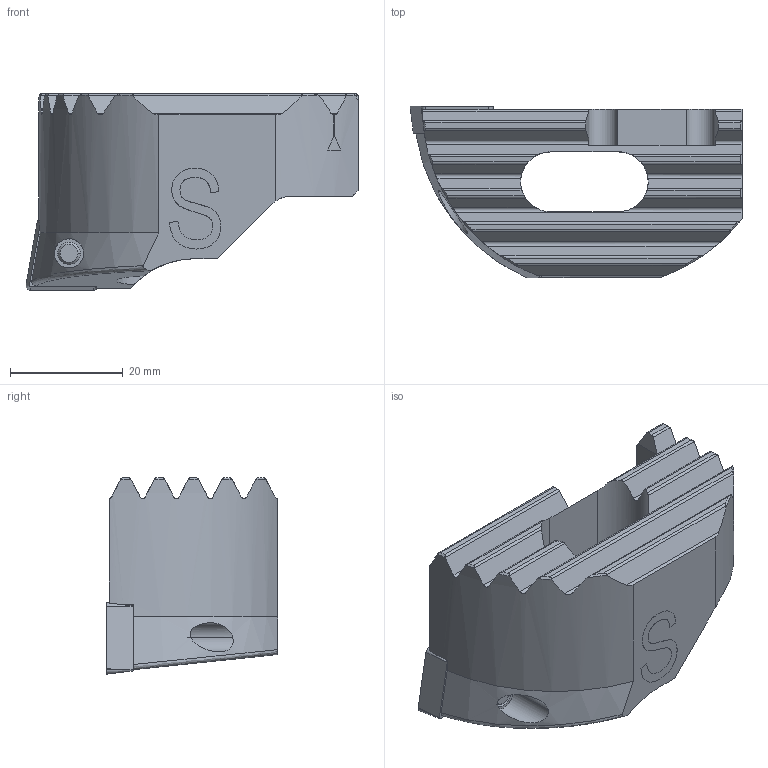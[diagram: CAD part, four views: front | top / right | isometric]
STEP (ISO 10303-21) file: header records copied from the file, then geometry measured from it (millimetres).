
FILE_DESCRIPTION(('no description'),'unknown implementation level');
FILE_NAME('32226619-0F3F-4CF2-AC94-AEC44A0A92AD_export.stp',' ',('CIMSOURCE GmbH'),('CADClick - KiM GmbH - www.kimweb.de'),'unknown preprocess','ACIS','unknown authorization');
FILE_SCHEMA(('automotive_design'));
Length unit declared in the file: millimetre
Products named in the file (3): 639.461 Kaiser 68-90 SW68 CC12 S|639.461 Kaiser 68-90 SW68 CC12 S;Linear austragen6; 639.461 Kaiser 68-90 SW68 CC12 S|694.150 Kaiser ETL M5 X 13,3 T20 IP 10S;Kreismuster1; 639.461 Kaiser 68-90 SW68 CC12 S|654.991 Kaiser CCMT 120408 K20C;Kombinieren1
Bounding box: 59 x 30.46 x 34.9 mm (x, y, z)
Volume: 26858.9 mm3; surface area: 9926.8 mm2
Topology: 3 solids, 3 shells, 216 faces, 593 edges, 386 vertices
Faces by surface type: plane 80, cylinder 71, bspline 29, cone 26, torus 10
Entity records: 16731 total; most frequent: CARTESIAN_POINT 4720, STYLED_ITEM 1198, PRESENTATION_STYLE_ASSIGNMENT 1198, COLOUR_RGB 1198, ORIENTED_EDGE 1186, DIRECTION 1042, EDGE_CURVE 593, CURVE_STYLE 593
